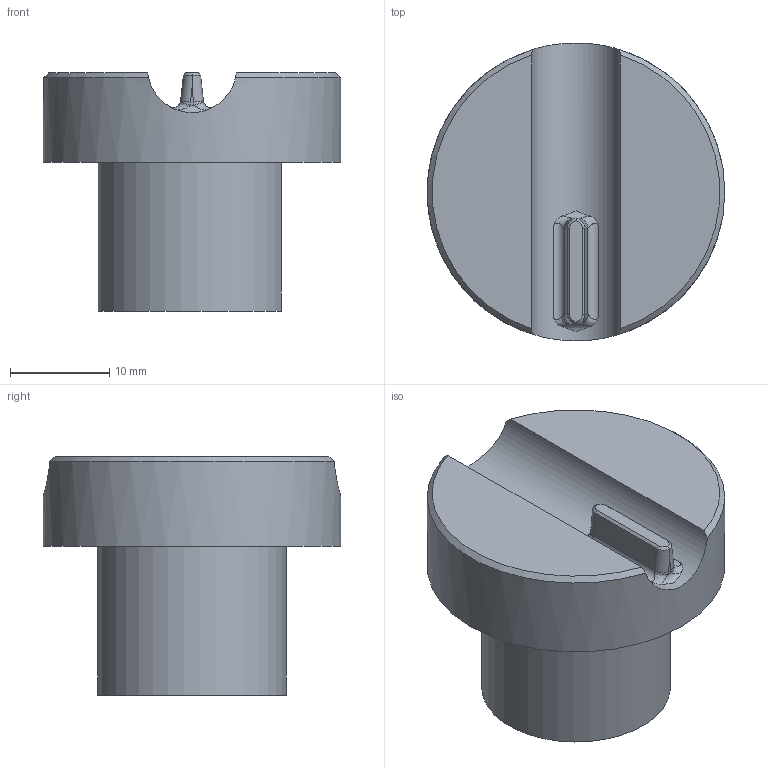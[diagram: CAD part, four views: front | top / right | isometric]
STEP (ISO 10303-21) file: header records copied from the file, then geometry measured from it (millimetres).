
FILE_DESCRIPTION(/* description */ ('Alibre Inc.'),/* implementation_level */ '2;1');
FILE_NAME(/* name */ 'export-5D680A0E-45F4-4E5F-8625-74AE75755087',/* time_stamp */ '2019-09-18T14:36:22+02:00',/* author */ (''),/* organization */ (''),/* preprocessor_version */ 'ST-DEVELOPER v17',/* originating_system */ 'Alibre',/* authorisation */ '');
FILE_SCHEMA (('CONFIG_CONTROL_DESIGN'));
Length unit declared in the file: centimetre
Products named in the file (1): ID_1
Bounding box: 30 x 30 x 24 mm (x, y, z)
Volume: 9855.4 mm3; surface area: 3265.5 mm2
Topology: 1 solids, 1 shells, 37 faces, 87 edges, 54 vertices
Faces by surface type: plane 12, cylinder 11, bspline 8, torus 4, cone 2
Full cylindrical faces by diameter (mm): 30 x1
Entity records: 2797 total; most frequent: CARTESIAN_POINT 1934, ORIENTED_EDGE 170, DIRECTION 135, EDGE_CURVE 85, AXIS2_PLACEMENT_3D 61, VERTEX_POINT 53, EDGE_LOOP 40, FACE_BOUND 40
